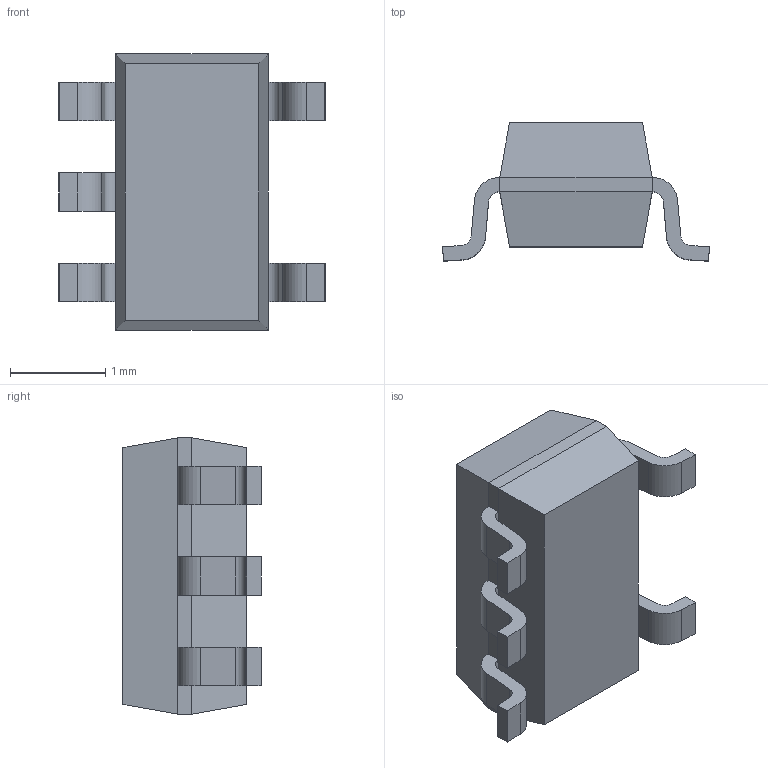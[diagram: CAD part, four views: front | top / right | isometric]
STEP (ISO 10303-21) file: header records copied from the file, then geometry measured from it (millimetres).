
FILE_DESCRIPTION (( 'STEP AP214' ), '1' );
FILE_NAME ('SPX3819M5-L-3-3_TR.STEP', '2023-03-31T10:17:56', ( '' ), ( '' ), 'SwSTEP 2.0', 'SolidWorks 2021', '' );
FILE_SCHEMA (( 'AUTOMOTIVE_DESIGN' ));
Length unit declared in the file: millimetre
Products named in the file (1): SPX3819M5-L-3-3_TR
Bounding box: 2.8 x 1.45 x 2.9 mm (x, y, z)
Volume: 5.9 mm3; surface area: 25.9 mm2
Topology: 7 solids, 7 shells, 91 faces, 220 edges, 144 vertices
Faces by surface type: plane 67, cylinder 24
Entity records: 2726 total; most frequent: CARTESIAN_POINT 456, DIRECTION 452, ORIENTED_EDGE 440, EDGE_CURVE 220, LINE 172, VECTOR 172, VERTEX_POINT 144, AXIS2_PLACEMENT_3D 140
